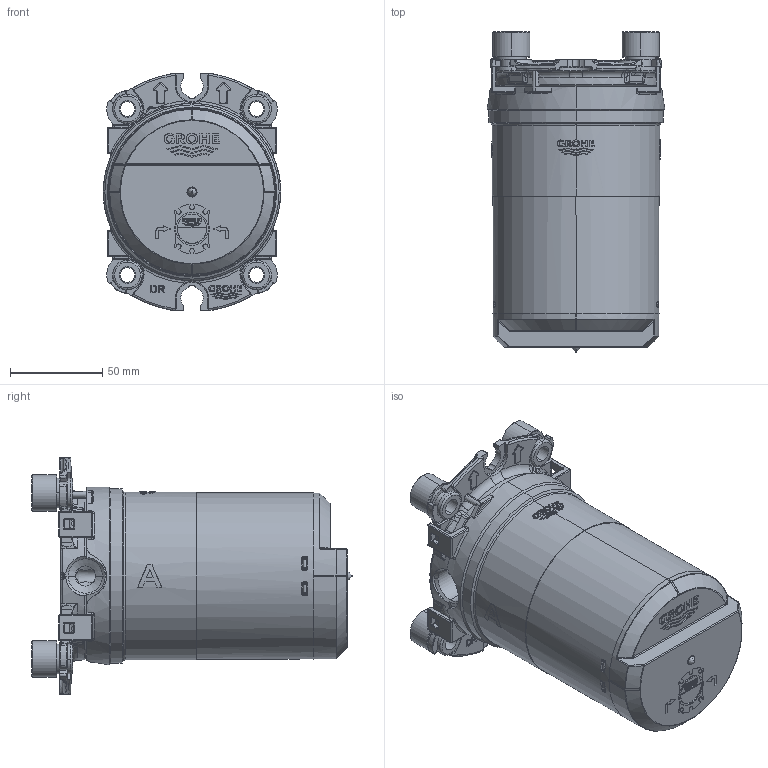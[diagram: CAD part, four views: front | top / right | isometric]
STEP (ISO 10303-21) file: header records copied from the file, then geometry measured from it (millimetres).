
FILE_DESCRIPTION(/* description */ ('AP214 STEP file'),/* implementation_level */ '2;1');
FILE_NAME(/* name */ '1070570000_x_t_out.stp',/* time_stamp */ '2025-04-17T10:52:31+02:00',/* author */ (''),/* organization */ (''),/* preprocessor_version */ 'ST-DEVELOPER v18.1',/* originating_system */ 'Elysium Co. Ltd. STEP Translator v8.3.0.0',/* authorisation */ '');
FILE_SCHEMA (('AUTOMOTIVE_DESIGN { 1 0 10303 214 3 1 1 }'));
Length unit declared in the file: millimetre
Products named in the file (1): 1070570000_x_t
Bounding box: 96.2 x 173.5 x 128 mm (x, y, z)
Volume: 240922.8 mm3; surface area: 150554.6 mm2
Topology: 1 solids, 1 shells, 2723 faces, 7197 edges, 4455 vertices
Faces by surface type: plane 1110, cylinder 583, bspline 502, torus 197, cone 188, sphere 84, extrusion 59
Entity records: 95884 total; most frequent: CARTESIAN_POINT 35459, ORIENTED_EDGE 14216, EDGE_CURVE 7108, STYLED_ITEM 5446, VERTEX_POINT 4455, AXIS2_PLACEMENT_3D 3822, VECTOR 3644, DIRECTION 3635
